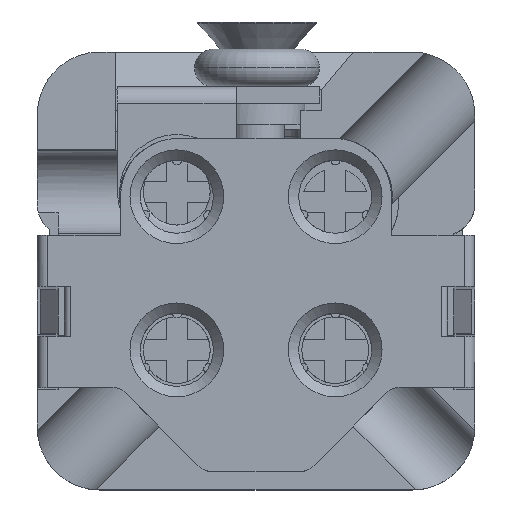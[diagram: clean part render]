
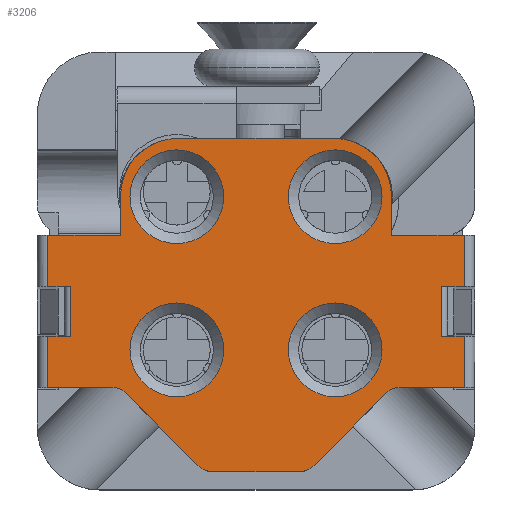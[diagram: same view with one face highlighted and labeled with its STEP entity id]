
A CAD part, top view. The second image highlights one B-rep face of the part: STEP entity #3206.
In plain terms, the highlighted planar face has unit normal (0, 0, 1).
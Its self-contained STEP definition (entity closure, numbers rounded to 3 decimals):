
#1605=LINE('',#19311,#2552);
#1607=LINE('',#19320,#2554);
#1613=LINE('',#19338,#2560);
#1615=LINE('',#19347,#2562);
#1623=LINE('',#19390,#2570);
#1625=LINE('',#19396,#2572);
#1626=LINE('',#19397,#2573);
#1627=LINE('',#19398,#2574);
#1628=LINE('',#19400,#2575);
#1629=LINE('',#19404,#2576);
#1630=LINE('',#19405,#2577);
#1631=LINE('',#19407,#2578);
#1632=LINE('',#19408,#2579);
#1633=LINE('',#19410,#2580);
#1634=LINE('',#19412,#2581);
#1635=LINE('',#19413,#2582);
#1636=LINE('',#19414,#2583);
#1637=LINE('',#19418,#2584);
#1638=LINE('',#19422,#2585);
#1639=LINE('',#19423,#2586);
#2552=VECTOR('',#14296,1.);
#2554=VECTOR('',#14304,1.);
#2560=VECTOR('',#14318,1.);
#2562=VECTOR('',#14326,1.);
#2570=VECTOR('',#14370,1.);
#2572=VECTOR('',#14376,1.);
#2573=VECTOR('',#14377,1.);
#2574=VECTOR('',#14378,1.);
#2575=VECTOR('',#14379,1.);
#2576=VECTOR('',#14382,1.);
#2577=VECTOR('',#14383,1.);
#2578=VECTOR('',#14384,1.);
#2579=VECTOR('',#14385,1.);
#2580=VECTOR('',#14386,1.);
#2581=VECTOR('',#14387,1.);
#2582=VECTOR('',#14388,1.);
#2583=VECTOR('',#14389,1.);
#2584=VECTOR('',#14392,1.);
#2585=VECTOR('',#14395,1.);
#2586=VECTOR('',#14396,1.);
#3206=ADVANCED_FACE('',(#3946,#3947,#3948,#3949,#3950),#3690,.T.);
#3690=PLANE('',#12022);
#3946=FACE_BOUND('',#4523,.T.);
#3947=FACE_BOUND('',#4524,.T.);
#3948=FACE_BOUND('',#4525,.T.);
#3949=FACE_BOUND('',#4526,.T.);
#3950=FACE_BOUND('',#4527,.T.);
#4523=EDGE_LOOP('',(#6617));
#4524=EDGE_LOOP('',(#6618));
#4525=EDGE_LOOP('',(#6619));
#4526=EDGE_LOOP('',(#6620));
#4527=EDGE_LOOP('',(#6621,#6622,#6623,#6624,#6625,#6626,#6627,#6628,#6629,
#6630,#6631,#6632,#6633,#6634,#6635,#6636,#6637,#6638,#6639,#6640,#6641,
#6642,#6643,#6644,#6645,#6646));
#6617=ORIENTED_EDGE('',*,*,#10209,.T.);
#6618=ORIENTED_EDGE('',*,*,#10208,.T.);
#6619=ORIENTED_EDGE('',*,*,#10207,.T.);
#6620=ORIENTED_EDGE('',*,*,#10206,.T.);
#6621=ORIENTED_EDGE('',*,*,#10260,.T.);
#6622=ORIENTED_EDGE('',*,*,#10257,.T.);
#6623=ORIENTED_EDGE('',*,*,#10261,.T.);
#6624=ORIENTED_EDGE('',*,*,#10238,.T.);
#6625=ORIENTED_EDGE('',*,*,#10262,.F.);
#6626=ORIENTED_EDGE('',*,*,#10263,.F.);
#6627=ORIENTED_EDGE('',*,*,#10264,.T.);
#6628=ORIENTED_EDGE('',*,*,#10265,.F.);
#6629=ORIENTED_EDGE('',*,*,#10251,.T.);
#6630=ORIENTED_EDGE('',*,*,#10266,.F.);
#6631=ORIENTED_EDGE('',*,*,#10267,.F.);
#6632=ORIENTED_EDGE('',*,*,#10222,.T.);
#6633=ORIENTED_EDGE('',*,*,#10268,.T.);
#6634=ORIENTED_EDGE('',*,*,#10269,.T.);
#6635=ORIENTED_EDGE('',*,*,#10270,.T.);
#6636=ORIENTED_EDGE('',*,*,#10226,.T.);
#6637=ORIENTED_EDGE('',*,*,#10271,.F.);
#6638=ORIENTED_EDGE('',*,*,#10247,.T.);
#6639=ORIENTED_EDGE('',*,*,#10272,.T.);
#6640=ORIENTED_EDGE('',*,*,#10273,.T.);
#6641=ORIENTED_EDGE('',*,*,#10274,.F.);
#6642=ORIENTED_EDGE('',*,*,#10275,.T.);
#6643=ORIENTED_EDGE('',*,*,#10276,.T.);
#6644=ORIENTED_EDGE('',*,*,#10241,.T.);
#6645=ORIENTED_EDGE('',*,*,#10277,.F.);
#6646=ORIENTED_EDGE('',*,*,#10234,.T.);
#8818=VERTEX_POINT('',#19272);
#8819=VERTEX_POINT('',#19275);
#8820=VERTEX_POINT('',#19278);
#8821=VERTEX_POINT('',#19281);
#8832=VERTEX_POINT('',#19309);
#8834=VERTEX_POINT('',#19312);
#8836=VERTEX_POINT('',#19318);
#8838=VERTEX_POINT('',#19321);
#8844=VERTEX_POINT('',#19336);
#8846=VERTEX_POINT('',#19339);
#8848=VERTEX_POINT('',#19345);
#8850=VERTEX_POINT('',#19348);
#8852=VERTEX_POINT('',#19354);
#8853=VERTEX_POINT('',#19355);
#8858=VERTEX_POINT('',#19369);
#8859=VERTEX_POINT('',#19370);
#8862=VERTEX_POINT('',#19378);
#8863=VERTEX_POINT('',#19379);
#8865=VERTEX_POINT('',#19388);
#8867=VERTEX_POINT('',#19391);
#8869=VERTEX_POINT('',#19399);
#8870=VERTEX_POINT('',#19401);
#8871=VERTEX_POINT('',#19403);
#8872=VERTEX_POINT('',#19406);
#8873=VERTEX_POINT('',#19409);
#8874=VERTEX_POINT('',#19411);
#8875=VERTEX_POINT('',#19415);
#8876=VERTEX_POINT('',#19417);
#8877=VERTEX_POINT('',#19419);
#8878=VERTEX_POINT('',#19421);
#10206=EDGE_CURVE('',#8818,#8818,#11184,.T.);
#10207=EDGE_CURVE('',#8819,#8819,#11185,.T.);
#10208=EDGE_CURVE('',#8820,#8820,#11186,.T.);
#10209=EDGE_CURVE('',#8821,#8821,#11187,.T.);
#10222=EDGE_CURVE('',#8834,#8832,#1605,.T.);
#10226=EDGE_CURVE('',#8838,#8836,#1607,.T.);
#10234=EDGE_CURVE('',#8846,#8844,#1613,.T.);
#10238=EDGE_CURVE('',#8850,#8848,#1615,.T.);
#10241=EDGE_CURVE('',#8852,#8853,#11197,.T.);
#10247=EDGE_CURVE('',#8858,#8859,#11201,.T.);
#10251=EDGE_CURVE('',#8862,#8863,#11203,.T.);
#10257=EDGE_CURVE('',#8867,#8865,#1623,.T.);
#10260=EDGE_CURVE('',#8844,#8867,#1625,.T.);
#10261=EDGE_CURVE('',#8865,#8850,#1626,.T.);
#10262=EDGE_CURVE('',#8869,#8848,#1627,.T.);
#10263=EDGE_CURVE('',#8870,#8869,#1628,.T.);
#10264=EDGE_CURVE('',#8870,#8871,#11206,.T.);
#10265=EDGE_CURVE('',#8862,#8871,#1629,.T.);
#10266=EDGE_CURVE('',#8872,#8863,#1630,.T.);
#10267=EDGE_CURVE('',#8834,#8872,#1631,.T.);
#10268=EDGE_CURVE('',#8832,#8873,#1632,.T.);
#10269=EDGE_CURVE('',#8873,#8874,#1633,.T.);
#10270=EDGE_CURVE('',#8874,#8838,#1634,.T.);
#10271=EDGE_CURVE('',#8858,#8836,#1635,.T.);
#10272=EDGE_CURVE('',#8859,#8875,#1636,.T.);
#10273=EDGE_CURVE('',#8875,#8876,#11207,.T.);
#10274=EDGE_CURVE('',#8877,#8876,#1637,.T.);
#10275=EDGE_CURVE('',#8877,#8878,#11208,.T.);
#10276=EDGE_CURVE('',#8878,#8852,#1638,.T.);
#10277=EDGE_CURVE('',#8846,#8853,#1639,.T.);
#11184=CIRCLE('',#11971,2.25);
#11185=CIRCLE('',#11973,2.25);
#11186=CIRCLE('',#11975,2.25);
#11187=CIRCLE('',#11977,2.25);
#11197=CIRCLE('',#12001,1.);
#11201=CIRCLE('',#12008,1.);
#11203=CIRCLE('',#12011,2.75);
#11206=CIRCLE('',#12019,2.75);
#11207=CIRCLE('',#12020,1.);
#11208=CIRCLE('',#12021,1.);
#11971=AXIS2_PLACEMENT_3D('',#19271,#14254,#14255);
#11973=AXIS2_PLACEMENT_3D('',#19274,#14258,#14259);
#11975=AXIS2_PLACEMENT_3D('',#19277,#14262,#14263);
#11977=AXIS2_PLACEMENT_3D('',#19280,#14266,#14267);
#12001=AXIS2_PLACEMENT_3D('',#19353,#14332,#14333);
#12008=AXIS2_PLACEMENT_3D('',#19368,#14348,#14349);
#12011=AXIS2_PLACEMENT_3D('',#19377,#14356,#14357);
#12019=AXIS2_PLACEMENT_3D('',#19402,#14380,#14381);
#12020=AXIS2_PLACEMENT_3D('',#19416,#14390,#14391);
#12021=AXIS2_PLACEMENT_3D('',#19420,#14393,#14394);
#12022=AXIS2_PLACEMENT_3D('',#19424,#14397,#14398);
#14254=DIRECTION('',(0.,0.,-1.));
#14255=DIRECTION('',(1.,0.,0.));
#14258=DIRECTION('',(0.,0.,-1.));
#14259=DIRECTION('',(1.,0.,0.));
#14262=DIRECTION('',(0.,0.,-1.));
#14263=DIRECTION('',(1.,0.,0.));
#14266=DIRECTION('',(0.,0.,-1.));
#14267=DIRECTION('',(1.,0.,0.));
#14296=DIRECTION('',(0.,-1.,0.));
#14304=DIRECTION('',(0.,-1.,0.));
#14318=DIRECTION('',(0.,1.,0.));
#14326=DIRECTION('',(0.,1.,0.));
#14332=DIRECTION('',(0.,0.,-1.));
#14333=DIRECTION('',(1.,0.,0.));
#14348=DIRECTION('',(0.,0.,-1.));
#14349=DIRECTION('',(1.,0.,0.));
#14356=DIRECTION('',(0.,0.,1.));
#14357=DIRECTION('',(1.,0.,0.));
#14370=DIRECTION('',(0.,1.,0.));
#14376=DIRECTION('',(-1.,0.,0.));
#14377=DIRECTION('',(1.,0.,0.));
#14378=DIRECTION('',(1.,0.,0.));
#14379=DIRECTION('',(0.,-1.,0.));
#14380=DIRECTION('',(0.,0.,1.));
#14381=DIRECTION('',(1.,0.,0.));
#14382=DIRECTION('',(1.,0.,0.));
#14383=DIRECTION('',(0.,1.,0.));
#14384=DIRECTION('',(1.,0.,0.));
#14385=DIRECTION('',(1.,0.,0.));
#14386=DIRECTION('',(0.,-1.,0.));
#14387=DIRECTION('',(-1.,0.,0.));
#14388=DIRECTION('',(-1.,0.,0.));
#14389=DIRECTION('',(0.703,-0.711,0.));
#14390=DIRECTION('',(0.,0.,1.));
#14391=DIRECTION('',(1.,0.,0.));
#14392=DIRECTION('',(-1.,0.,0.));
#14393=DIRECTION('',(0.,0.,1.));
#14394=DIRECTION('',(1.,0.,0.));
#14395=DIRECTION('',(0.703,0.711,0.));
#14396=DIRECTION('',(-1.,0.,0.));
#14397=DIRECTION('',(0.,0.,1.));
#14398=DIRECTION('',(1.,0.,0.));
#19271=CARTESIAN_POINT('',(-3.8,-2.949,25.));
#19272=CARTESIAN_POINT('',(-1.55,-2.949,25.));
#19274=CARTESIAN_POINT('',(3.8,-2.949,25.));
#19275=CARTESIAN_POINT('',(6.05,-2.949,25.));
#19277=CARTESIAN_POINT('',(3.8,4.401,25.));
#19278=CARTESIAN_POINT('',(6.05,4.401,25.));
#19280=CARTESIAN_POINT('',(-3.8,4.401,25.));
#19281=CARTESIAN_POINT('',(-1.55,4.401,25.));
#19309=CARTESIAN_POINT('',(-10.,0.101,25.));
#19311=CARTESIAN_POINT('',(-10.,2.651,25.));
#19312=CARTESIAN_POINT('',(-10.,2.551,25.));
#19318=CARTESIAN_POINT('',(-10.,-4.749,25.));
#19320=CARTESIAN_POINT('',(-10.,2.651,25.));
#19321=CARTESIAN_POINT('',(-10.,-2.299,25.));
#19336=CARTESIAN_POINT('',(10.,-2.299,25.));
#19338=CARTESIAN_POINT('',(10.,2.651,25.));
#19339=CARTESIAN_POINT('',(10.,-4.749,25.));
#19345=CARTESIAN_POINT('',(10.,2.551,25.));
#19347=CARTESIAN_POINT('',(10.,2.651,25.));
#19348=CARTESIAN_POINT('',(10.,0.101,25.));
#19353=CARTESIAN_POINT('',(6.918,-5.749,25.));
#19354=CARTESIAN_POINT('',(6.206,-5.046,25.));
#19355=CARTESIAN_POINT('',(6.918,-4.749,25.));
#19368=CARTESIAN_POINT('',(-6.918,-5.749,25.));
#19369=CARTESIAN_POINT('',(-6.918,-4.749,25.));
#19370=CARTESIAN_POINT('',(-6.206,-5.046,25.));
#19377=CARTESIAN_POINT('',(-3.75,4.451,25.));
#19378=CARTESIAN_POINT('',(-3.75,7.201,25.));
#19379=CARTESIAN_POINT('',(-6.5,4.451,25.));
#19388=CARTESIAN_POINT('',(8.9,0.101,25.));
#19390=CARTESIAN_POINT('',(8.9,0.101,25.));
#19391=CARTESIAN_POINT('',(8.9,-2.299,25.));
#19396=CARTESIAN_POINT('',(10.35,-2.299,25.));
#19397=CARTESIAN_POINT('',(9.5,0.101,25.));
#19398=CARTESIAN_POINT('',(9.5,2.551,25.));
#19399=CARTESIAN_POINT('',(6.5,2.551,25.));
#19400=CARTESIAN_POINT('',(6.5,7.151,25.));
#19401=CARTESIAN_POINT('',(6.5,4.451,25.));
#19402=CARTESIAN_POINT('',(3.75,4.451,25.));
#19403=CARTESIAN_POINT('',(3.75,7.201,25.));
#19404=CARTESIAN_POINT('',(4.946,7.201,25.));
#19405=CARTESIAN_POINT('',(-6.5,2.651,25.));
#19406=CARTESIAN_POINT('',(-6.5,2.551,25.));
#19407=CARTESIAN_POINT('',(-10.5,2.551,25.));
#19408=CARTESIAN_POINT('',(-9.5,0.101,25.));
#19409=CARTESIAN_POINT('',(-8.9,0.101,25.));
#19410=CARTESIAN_POINT('',(-8.9,2.651,25.));
#19411=CARTESIAN_POINT('',(-8.9,-2.299,25.));
#19412=CARTESIAN_POINT('',(-10.35,-2.299,25.));
#19413=CARTESIAN_POINT('',(-9.5,-4.749,25.));
#19414=CARTESIAN_POINT('',(-10.2,-1.003,25.));
#19415=CARTESIAN_POINT('',(-2.794,-8.502,25.));
#19416=CARTESIAN_POINT('',(-2.082,-7.799,25.));
#19417=CARTESIAN_POINT('',(-2.082,-8.799,25.));
#19418=CARTESIAN_POINT('',(6.5,-8.799,25.));
#19419=CARTESIAN_POINT('',(2.082,-8.799,25.));
#19420=CARTESIAN_POINT('',(2.082,-7.799,25.));
#19421=CARTESIAN_POINT('',(2.794,-8.502,25.));
#19422=CARTESIAN_POINT('',(3.78,-7.502,25.));
#19423=CARTESIAN_POINT('',(8.528,-4.749,25.));
#19424=CARTESIAN_POINT('',(-6.5,2.651,25.));
